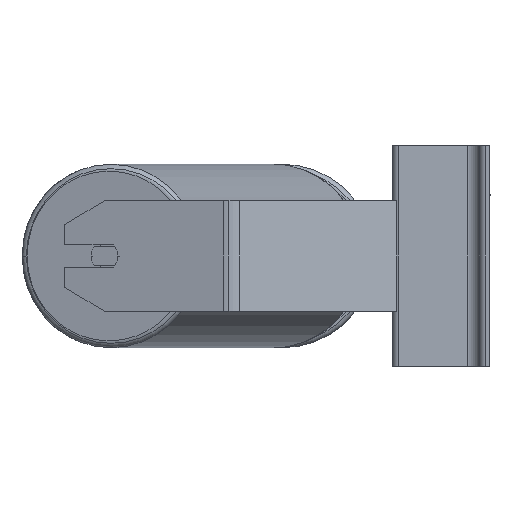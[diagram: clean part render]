
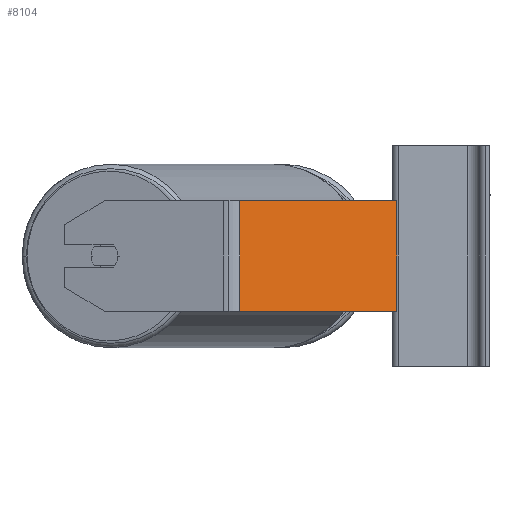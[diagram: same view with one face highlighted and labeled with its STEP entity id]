
A CAD part, left-side view. The second image highlights one B-rep face of the part: STEP entity #8104.
In plain terms, the highlighted planar face has unit normal (-0.866, -0.5, 0).
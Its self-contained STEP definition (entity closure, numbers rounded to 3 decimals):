
#252 = EDGE_CURVE ( 'NONE', #3001, #4155, #10426, .T. ) ;
#516 = PLANE ( 'NONE',  #4885 ) ;
#950 = CARTESIAN_POINT ( 'NONE',  ( -686.928, 15., -40. ) ) ;
#1459 = LINE ( 'NONE', #3070, #6193 ) ;
#1755 = EDGE_CURVE ( 'NONE', #10462, #5324, #2801, .T. ) ;
#1796 = ORIENTED_EDGE ( 'NONE', *, *, #7167, .T. ) ;
#1946 = DIRECTION ( 'NONE',  ( 0.866, 0.5, 0. ) ) ;
#2052 = CARTESIAN_POINT ( 'NONE',  ( -755.929, 134.513, -40. ) ) ;
#2759 = VECTOR ( 'NONE', #8303, 1000. ) ;
#2801 = LINE ( 'NONE', #2052, #3261 ) ;
#3001 = VERTEX_POINT ( 'NONE', #10204 ) ;
#3070 = CARTESIAN_POINT ( 'NONE',  ( -686.928, 15., 40. ) ) ;
#3261 = VECTOR ( 'NONE', #6969, 1000. ) ;
#3308 = LINE ( 'NONE', #8945, #2759 ) ;
#3379 = EDGE_LOOP ( 'NONE', ( #4151, #7728, #6509, #1796 ) ) ;
#3725 = CARTESIAN_POINT ( 'NONE',  ( -755.929, 134.513, 40. ) ) ;
#3800 = DIRECTION ( 'NONE',  ( -0.5, 0.866, 0. ) ) ;
#3937 = DIRECTION ( 'NONE',  ( 0., 0., -1. ) ) ;
#4106 = EDGE_CURVE ( 'NONE', #4155, #5324, #1459, .T. ) ;
#4151 = ORIENTED_EDGE ( 'NONE', *, *, #1755, .T. ) ;
#4155 = VERTEX_POINT ( 'NONE', #7206 ) ;
#4555 = CARTESIAN_POINT ( 'NONE',  ( -755.929, 134.513, 40. ) ) ;
#4790 = CARTESIAN_POINT ( 'NONE',  ( -752.616, 128.774, -40. ) ) ;
#4885 = AXIS2_PLACEMENT_3D ( 'NONE', #4555, #1946, #3800 ) ;
#5324 = VERTEX_POINT ( 'NONE', #950 ) ;
#6189 = FACE_OUTER_BOUND ( 'NONE', #3379, .T. ) ;
#6193 = VECTOR ( 'NONE', #3937, 1000. ) ;
#6509 = ORIENTED_EDGE ( 'NONE', *, *, #252, .F. ) ;
#6969 = DIRECTION ( 'NONE',  ( 0.5, -0.866, 0. ) ) ;
#7043 = DIRECTION ( 'NONE',  ( 0.5, -0.866, 0. ) ) ;
#7167 = EDGE_CURVE ( 'NONE', #3001, #10462, #3308, .T. ) ;
#7206 = CARTESIAN_POINT ( 'NONE',  ( -686.928, 15., 40. ) ) ;
#7728 = ORIENTED_EDGE ( 'NONE', *, *, #4106, .F. ) ;
#8104 = ADVANCED_FACE ( 'NONE', ( #6189 ), #516, .F. ) ;
#8303 = DIRECTION ( 'NONE',  ( 0., 0., -1. ) ) ;
#8945 = CARTESIAN_POINT ( 'NONE',  ( -752.616, 128.774, 40. ) ) ;
#9940 = VECTOR ( 'NONE', #7043, 1000. ) ;
#10204 = CARTESIAN_POINT ( 'NONE',  ( -752.616, 128.774, 40. ) ) ;
#10426 = LINE ( 'NONE', #3725, #9940 ) ;
#10462 = VERTEX_POINT ( 'NONE', #4790 ) ;
